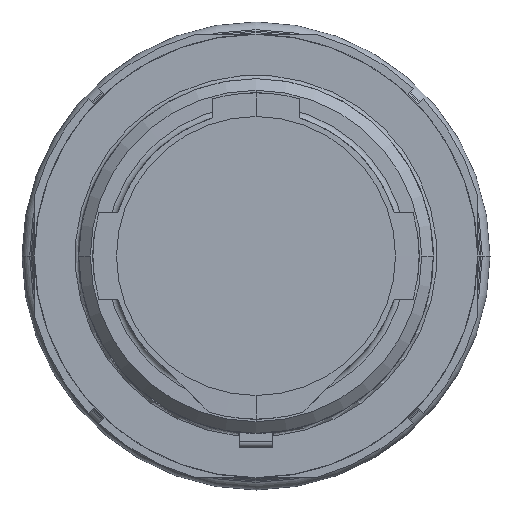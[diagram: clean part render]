
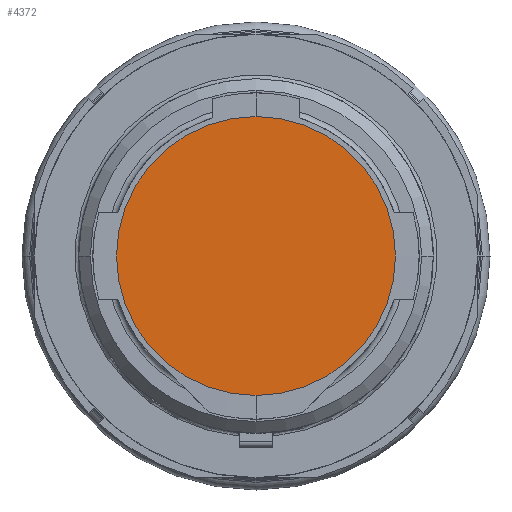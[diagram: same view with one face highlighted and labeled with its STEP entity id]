
A CAD part, front view. The second image highlights one B-rep face of the part: STEP entity #4372.
In plain terms, the highlighted planar face has unit normal (0, -1, 0).
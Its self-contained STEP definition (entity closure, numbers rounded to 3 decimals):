
#1604=CARTESIAN_POINT('',(0.,0.,0.));
#1605=DIRECTION('',(0.,-1.,0.));
#1606=DIRECTION('',(-1.,0.,0.));
#1607=AXIS2_PLACEMENT_3D('',#1604,#1605,#1606);
#1612=CARTESIAN_POINT('',(0.,0.,0.));
#1613=DIRECTION('',(0.,1.,0.));
#1614=DIRECTION('',(-1.,0.,0.));
#1615=AXIS2_PLACEMENT_3D('',#1612,#1613,#1614);
#2776=CARTESIAN_POINT('',(-11.8,0.,0.));
#2777=CARTESIAN_POINT('',(11.8,0.,0.));
#2778=VERTEX_POINT('',#2776);
#2779=VERTEX_POINT('',#2777);
#4363=CARTESIAN_POINT('',(0.,0.,0.));
#4364=DIRECTION('',(0.,-1.,0.));
#4365=DIRECTION('',(-1.,0.,0.));
#4366=AXIS2_PLACEMENT_3D('',#4363,#4364,#4365);
#4367=PLANE('',#4366);
#4368=ORIENTED_EDGE('',*,*,#4312,.F.);
#4369=ORIENTED_EDGE('',*,*,#4357,.T.);
#4370=EDGE_LOOP('',(#4368,#4369));
#4371=FACE_OUTER_BOUND('',#4370,.F.);
#4372=ADVANCED_FACE('',(#4371),#4367,.T.);
#1608=CIRCLE('',#1607,11.8);
#1616=CIRCLE('',#1615,11.8);
#4312=EDGE_CURVE('',#2778,#2779,#1608,.T.);
#4357=EDGE_CURVE('',#2778,#2779,#1616,.T.);
